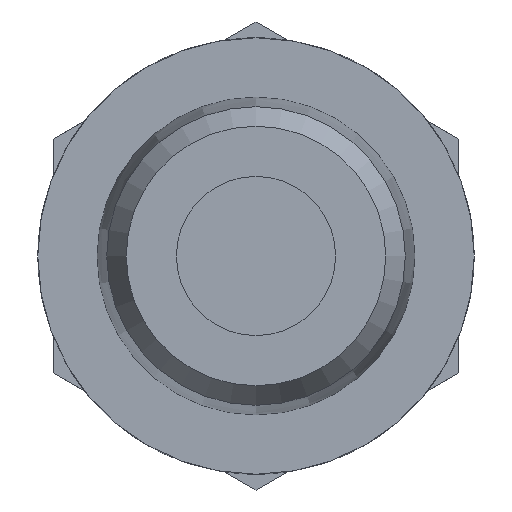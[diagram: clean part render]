
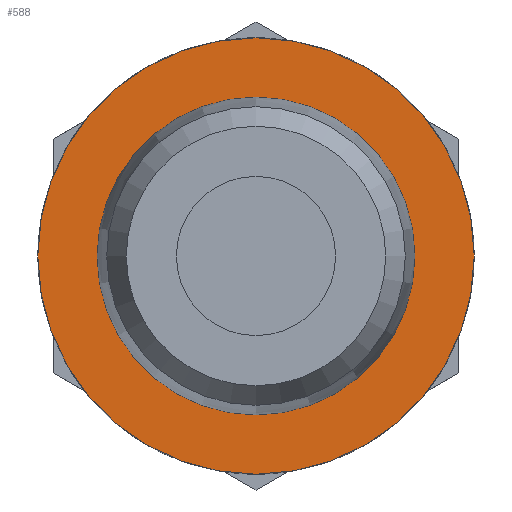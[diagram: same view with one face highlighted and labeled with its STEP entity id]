
A CAD part, front view. The second image highlights one B-rep face of the part: STEP entity #588.
In plain terms, the highlighted planar face has unit normal (0, -1, 0).
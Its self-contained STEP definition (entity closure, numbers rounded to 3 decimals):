
#111=PLANE('',#663);
#144=CIRCLE('',#662,6.845);
#145=CIRCLE('',#664,9.4);
#245=ORIENTED_EDGE('',*,*,#363,.F.);
#246=ORIENTED_EDGE('',*,*,#364,.T.);
#363=EDGE_CURVE('',#422,#422,#144,.T.);
#364=EDGE_CURVE('',#423,#423,#145,.T.);
#422=VERTEX_POINT('',#1024);
#423=VERTEX_POINT('',#1027);
#478=EDGE_LOOP('',(#245));
#479=EDGE_LOOP('',(#246));
#532=FACE_BOUND('',#478,.T.);
#533=FACE_BOUND('',#479,.T.);
#588=ADVANCED_FACE('',(#532,#533),#111,.F.);
#662=AXIS2_PLACEMENT_3D('',#1023,#803,#804);
#663=AXIS2_PLACEMENT_3D('',#1025,#805,#806);
#664=AXIS2_PLACEMENT_3D('',#1026,#807,#808);
#803=DIRECTION('',(0.,-1.,0.));
#804=DIRECTION('',(0.,0.,-1.));
#805=DIRECTION('',(0.,1.,0.));
#806=DIRECTION('',(0.,0.,1.));
#807=DIRECTION('',(0.,-1.,0.));
#808=DIRECTION('',(0.,0.,-1.));
#1023=CARTESIAN_POINT('',(0.,0.,0.));
#1024=CARTESIAN_POINT('',(0.,0.,-6.845));
#1025=CARTESIAN_POINT('',(9.4,0.,0.));
#1026=CARTESIAN_POINT('',(0.,0.,0.));
#1027=CARTESIAN_POINT('',(0.,0.,-9.4));
